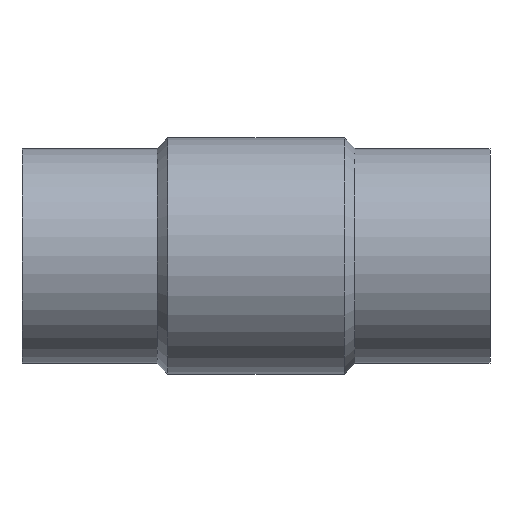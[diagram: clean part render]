
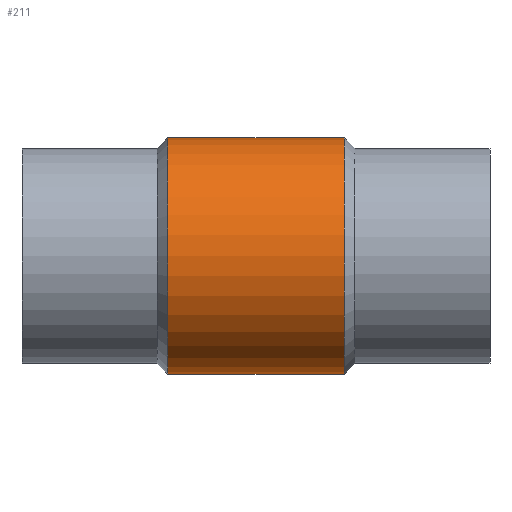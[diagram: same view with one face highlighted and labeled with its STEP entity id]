
A CAD part, top view. The second image highlights one B-rep face of the part: STEP entity #211.
In plain terms, the highlighted cylindrical face has radius 77 mm (diameter 154 mm), a full revolution.
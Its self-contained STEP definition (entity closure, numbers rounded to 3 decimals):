
#25=FACE_OUTER_BOUND('',#38,.T.);
#38=EDGE_LOOP('',(#149,#150,#151,#152,#153,#154,#155,#156,#157));
#56=B_SPLINE_CURVE_WITH_KNOTS('',3,(#416,#417,#418,#419,#420,#421,#422,
#423,#424,#425,#426,#427,#428,#429,#430,#431,#432,#433,#434,#435,#436,#437,
#438,#439,#440,#441,#442,#443,#444,#445,#446,#447,#448,#449),
 .UNSPECIFIED.,.F.,.F.,(4,2,2,2,2,2,2,2,2,2,2,2,2,2,2,2,4),(7.74,
8.703,9.666,10.629,11.592,12.564,
13.536,14.508,15.48,16.452,17.424,
18.396,19.368,20.331,21.294,22.257,
23.22),.UNSPECIFIED.);
#57=B_SPLINE_CURVE_WITH_KNOTS('',3,(#454,#455,#456,#457,#458,#459,#460,
#461,#462,#463,#464,#465,#466,#467,#468,#469,#470,#471),.UNSPECIFIED.,.F.,
 .F.,(4,2,2,2,2,2,2,2,4),(23.22,24.183,25.146,
26.109,27.072,28.044,29.016,29.988,
30.96),.UNSPECIFIED.);
#58=B_SPLINE_CURVE_WITH_KNOTS('',3,(#472,#473,#474,#475,#476,#477,#478,
#479,#480,#481,#482,#483,#484,#485,#486,#487,#488,#489),.UNSPECIFIED.,.F.,
 .F.,(4,2,2,2,2,2,2,2,4),(0.,0.972,1.944,2.916,
3.888,4.851,5.814,6.777,7.74),
 .UNSPECIFIED.);
#60=LINE('',#414,#72);
#61=LINE('',#451,#73);
#72=VECTOR('',#279,77.);
#73=VECTOR('',#280,77.);
#84=CIRCLE('',#246,77.);
#85=CIRCLE('',#247,77.);
#99=VERTEX_POINT('',#411);
#100=VERTEX_POINT('',#413);
#101=VERTEX_POINT('',#415);
#102=VERTEX_POINT('',#450);
#103=VERTEX_POINT('',#453);
#118=EDGE_CURVE('',#99,#99,#84,.T.);
#119=EDGE_CURVE('',#99,#100,#60,.T.);
#120=EDGE_CURVE('',#100,#101,#56,.T.);
#121=EDGE_CURVE('',#101,#102,#61,.T.);
#122=EDGE_CURVE('',#102,#102,#85,.T.);
#123=EDGE_CURVE('',#101,#103,#57,.T.);
#124=EDGE_CURVE('',#103,#100,#58,.T.);
#149=ORIENTED_EDGE('',*,*,#118,.F.);
#150=ORIENTED_EDGE('',*,*,#119,.T.);
#151=ORIENTED_EDGE('',*,*,#120,.T.);
#152=ORIENTED_EDGE('',*,*,#121,.T.);
#153=ORIENTED_EDGE('',*,*,#122,.T.);
#154=ORIENTED_EDGE('',*,*,#121,.F.);
#155=ORIENTED_EDGE('',*,*,#123,.T.);
#156=ORIENTED_EDGE('',*,*,#124,.T.);
#157=ORIENTED_EDGE('',*,*,#119,.F.);
#204=CYLINDRICAL_SURFACE('',#245,77.);
#211=ADVANCED_FACE('',(#25),#204,.T.);
#245=AXIS2_PLACEMENT_3D('',#410,#275,#276);
#246=AXIS2_PLACEMENT_3D('',#412,#277,#278);
#247=AXIS2_PLACEMENT_3D('',#452,#281,#282);
#275=DIRECTION('center_axis',(-1.,0.,0.));
#276=DIRECTION('ref_axis',(0.,0.,1.));
#277=DIRECTION('center_axis',(-1.,0.,0.));
#278=DIRECTION('ref_axis',(0.,0.,1.));
#279=DIRECTION('',(1.,0.,0.));
#280=DIRECTION('',(1.,0.,0.));
#281=DIRECTION('center_axis',(-1.,0.,0.));
#282=DIRECTION('ref_axis',(0.,0.,1.));
#410=CARTESIAN_POINT('Origin',(0.,0.,0.));
#411=CARTESIAN_POINT('',(-57.5,0.,-77.));
#412=CARTESIAN_POINT('Origin',(-57.5,0.,0.));
#413=CARTESIAN_POINT('',(-49.5,0.,-77.));
#414=CARTESIAN_POINT('',(0.,0.,-77.));
#415=CARTESIAN_POINT('',(49.5,0.,-77.));
#416=CARTESIAN_POINT('Ctrl Pts',(-49.5,0.,-77.));
#417=CARTESIAN_POINT('Ctrl Pts',(-49.5,-3.21,-77.));
#418=CARTESIAN_POINT('Ctrl Pts',(-49.183,-6.5,-76.795));
#419=CARTESIAN_POINT('Ctrl Pts',(-47.881,-12.985,-75.968));
#420=CARTESIAN_POINT('Ctrl Pts',(-46.897,-16.18,-75.346));
#421=CARTESIAN_POINT('Ctrl Pts',(-44.338,-22.255,-73.781));
#422=CARTESIAN_POINT('Ctrl Pts',(-42.76,-25.141,-72.836));
#423=CARTESIAN_POINT('Ctrl Pts',(-39.16,-30.447,-70.782));
#424=CARTESIAN_POINT('Ctrl Pts',(-37.137,-32.867,-69.674));
#425=CARTESIAN_POINT('Ctrl Pts',(-32.847,-37.157,-67.485));
#426=CARTESIAN_POINT('Ctrl Pts',(-30.417,-39.183,-66.319));
#427=CARTESIAN_POINT('Ctrl Pts',(-25.113,-42.777,-64.06));
#428=CARTESIAN_POINT('Ctrl Pts',(-22.239,-44.344,-62.969));
#429=CARTESIAN_POINT('Ctrl Pts',(-16.193,-46.891,-61.096));
#430=CARTESIAN_POINT('Ctrl Pts',(-13.014,-47.873,-60.315));
#431=CARTESIAN_POINT('Ctrl Pts',(-6.538,-49.177,-59.256));
#432=CARTESIAN_POINT('Ctrl Pts',(-3.24,-49.5,-58.981));
#433=CARTESIAN_POINT('Ctrl Pts',(3.24,-49.5,-58.981));
#434=CARTESIAN_POINT('Ctrl Pts',(6.538,-49.177,-59.256));
#435=CARTESIAN_POINT('Ctrl Pts',(13.014,-47.873,-60.315));
#436=CARTESIAN_POINT('Ctrl Pts',(16.193,-46.891,-61.096));
#437=CARTESIAN_POINT('Ctrl Pts',(22.239,-44.344,-62.969));
#438=CARTESIAN_POINT('Ctrl Pts',(25.113,-42.777,-64.06));
#439=CARTESIAN_POINT('Ctrl Pts',(30.417,-39.183,-66.319));
#440=CARTESIAN_POINT('Ctrl Pts',(32.847,-37.157,-67.485));
#441=CARTESIAN_POINT('Ctrl Pts',(37.137,-32.867,-69.674));
#442=CARTESIAN_POINT('Ctrl Pts',(39.16,-30.447,-70.782));
#443=CARTESIAN_POINT('Ctrl Pts',(42.76,-25.141,-72.836));
#444=CARTESIAN_POINT('Ctrl Pts',(44.338,-22.255,-73.781));
#445=CARTESIAN_POINT('Ctrl Pts',(46.897,-16.18,-75.346));
#446=CARTESIAN_POINT('Ctrl Pts',(47.881,-12.985,-75.968));
#447=CARTESIAN_POINT('Ctrl Pts',(49.183,-6.5,-76.795));
#448=CARTESIAN_POINT('Ctrl Pts',(49.5,-3.21,-77.));
#449=CARTESIAN_POINT('Ctrl Pts',(49.5,0.,-77.));
#450=CARTESIAN_POINT('',(57.5,0.,-77.));
#451=CARTESIAN_POINT('',(0.,0.,-77.));
#452=CARTESIAN_POINT('Origin',(57.5,0.,0.));
#453=CARTESIAN_POINT('',(0.,49.5,-58.981));
#454=CARTESIAN_POINT('Ctrl Pts',(49.5,0.,-77.));
#455=CARTESIAN_POINT('Ctrl Pts',(49.5,3.21,-77.));
#456=CARTESIAN_POINT('Ctrl Pts',(49.183,6.5,-76.795));
#457=CARTESIAN_POINT('Ctrl Pts',(47.881,12.985,-75.968));
#458=CARTESIAN_POINT('Ctrl Pts',(46.897,16.18,-75.346));
#459=CARTESIAN_POINT('Ctrl Pts',(44.338,22.255,-73.781));
#460=CARTESIAN_POINT('Ctrl Pts',(42.76,25.141,-72.836));
#461=CARTESIAN_POINT('Ctrl Pts',(39.16,30.447,-70.782));
#462=CARTESIAN_POINT('Ctrl Pts',(37.137,32.867,-69.674));
#463=CARTESIAN_POINT('Ctrl Pts',(32.847,37.157,-67.485));
#464=CARTESIAN_POINT('Ctrl Pts',(30.417,39.183,-66.319));
#465=CARTESIAN_POINT('Ctrl Pts',(25.113,42.777,-64.06));
#466=CARTESIAN_POINT('Ctrl Pts',(22.239,44.344,-62.969));
#467=CARTESIAN_POINT('Ctrl Pts',(16.193,46.891,-61.096));
#468=CARTESIAN_POINT('Ctrl Pts',(13.014,47.873,-60.315));
#469=CARTESIAN_POINT('Ctrl Pts',(6.538,49.177,-59.256));
#470=CARTESIAN_POINT('Ctrl Pts',(3.24,49.5,-58.981));
#471=CARTESIAN_POINT('Ctrl Pts',(0.,49.5,-58.981));
#472=CARTESIAN_POINT('Ctrl Pts',(0.,49.5,-58.981));
#473=CARTESIAN_POINT('Ctrl Pts',(-3.24,49.5,-58.981));
#474=CARTESIAN_POINT('Ctrl Pts',(-6.538,49.177,-59.256));
#475=CARTESIAN_POINT('Ctrl Pts',(-13.014,47.873,-60.315));
#476=CARTESIAN_POINT('Ctrl Pts',(-16.193,46.891,-61.096));
#477=CARTESIAN_POINT('Ctrl Pts',(-22.239,44.344,-62.969));
#478=CARTESIAN_POINT('Ctrl Pts',(-25.113,42.777,-64.06));
#479=CARTESIAN_POINT('Ctrl Pts',(-30.417,39.183,-66.319));
#480=CARTESIAN_POINT('Ctrl Pts',(-32.847,37.157,-67.485));
#481=CARTESIAN_POINT('Ctrl Pts',(-37.137,32.867,-69.674));
#482=CARTESIAN_POINT('Ctrl Pts',(-39.16,30.447,-70.782));
#483=CARTESIAN_POINT('Ctrl Pts',(-42.76,25.141,-72.836));
#484=CARTESIAN_POINT('Ctrl Pts',(-44.338,22.255,-73.781));
#485=CARTESIAN_POINT('Ctrl Pts',(-46.897,16.18,-75.346));
#486=CARTESIAN_POINT('Ctrl Pts',(-47.881,12.985,-75.968));
#487=CARTESIAN_POINT('Ctrl Pts',(-49.183,6.5,-76.795));
#488=CARTESIAN_POINT('Ctrl Pts',(-49.5,3.21,-77.));
#489=CARTESIAN_POINT('Ctrl Pts',(-49.5,0.,-77.));
